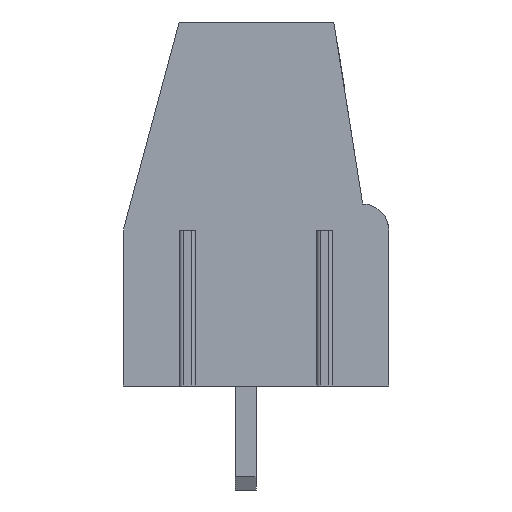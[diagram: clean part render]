
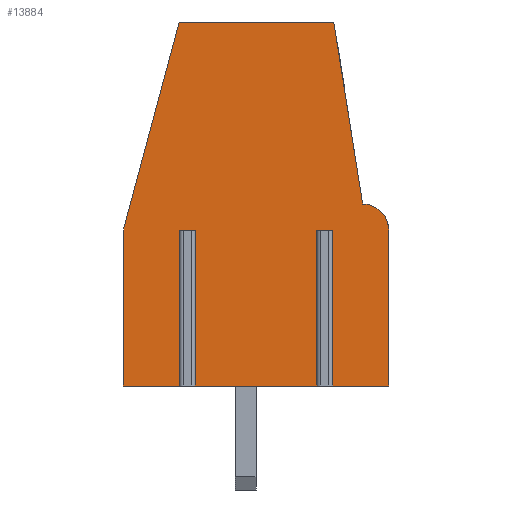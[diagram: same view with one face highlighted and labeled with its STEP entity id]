
A CAD part, left-side view. The second image highlights one B-rep face of the part: STEP entity #13884.
In plain terms, the highlighted planar face has unit normal (-1, 0, 0).
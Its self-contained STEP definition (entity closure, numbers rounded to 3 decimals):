
#95 = VECTOR ( 'NONE', #21276, 1000. ) ;
#249 = EDGE_CURVE ( 'NONE', #14120, #9068, #10047, .T. ) ;
#489 = CARTESIAN_POINT ( 'NONE',  ( -10.3, -5.1, 14. ) ) ;
#574 = EDGE_CURVE ( 'NONE', #16780, #19029, #12264, .T. ) ;
#756 = VERTEX_POINT ( 'NONE', #4980 ) ;
#804 = ORIENTED_EDGE ( 'NONE', *, *, #3741, .T. ) ;
#1026 = ORIENTED_EDGE ( 'NONE', *, *, #13880, .T. ) ;
#1125 = CARTESIAN_POINT ( 'NONE',  ( -10.3, -2.55, 6. ) ) ;
#1513 = EDGE_CURVE ( 'NONE', #9236, #14450, #14035, .T. ) ;
#1709 = EDGE_CURVE ( 'NONE', #14120, #9236, #21251, .T. ) ;
#2008 = CARTESIAN_POINT ( 'NONE',  ( -10.3, 2.75, 6. ) ) ;
#2063 = DIRECTION ( 'NONE',  ( 0., 0., 1. ) ) ;
#2191 = DIRECTION ( 'NONE',  ( 0., -1., 0. ) ) ;
#2354 = LINE ( 'NONE', #489, #7833 ) ;
#2484 = AXIS2_PLACEMENT_3D ( 'NONE', #16485, #5715, #2063 ) ;
#2792 = VERTEX_POINT ( 'NONE', #17807 ) ;
#2822 = EDGE_CURVE ( 'NONE', #19881, #21763, #12165, .T. ) ;
#2830 = CARTESIAN_POINT ( 'NONE',  ( -10.3, 5.1, 6. ) ) ;
#3012 = VECTOR ( 'NONE', #10052, 1000. ) ;
#3059 = DIRECTION ( 'NONE',  ( 0., 0., -1. ) ) ;
#3141 = CARTESIAN_POINT ( 'NONE',  ( -10.3, -2.75, 0. ) ) ;
#3578 = CARTESIAN_POINT ( 'NONE',  ( -10.3, -5.1, 14. ) ) ;
#3741 = EDGE_CURVE ( 'NONE', #756, #21763, #15051, .T. ) ;
#4054 = ORIENTED_EDGE ( 'NONE', *, *, #18579, .F. ) ;
#4501 = DIRECTION ( 'NONE',  ( 0., 0., -1. ) ) ;
#4617 = VECTOR ( 'NONE', #18993, 1000. ) ;
#4980 = CARTESIAN_POINT ( 'NONE',  ( -10.3, -5.1, 6. ) ) ;
#5398 = DIRECTION ( 'NONE',  ( 0., -1., 0. ) ) ;
#5463 = DIRECTION ( 'NONE',  ( 0., -1., 0. ) ) ;
#5550 = CARTESIAN_POINT ( 'NONE',  ( -10.3, -2.55, 0. ) ) ;
#5715 = DIRECTION ( 'NONE',  ( -1., 0., 0. ) ) ;
#6326 = CARTESIAN_POINT ( 'NONE',  ( -10.3, -2.75, 6. ) ) ;
#6360 = LINE ( 'NONE', #21039, #17825 ) ;
#6419 = DIRECTION ( 'NONE',  ( 0., 0., -1. ) ) ;
#6442 = CARTESIAN_POINT ( 'NONE',  ( -10.3, -5.1, 14. ) ) ;
#6714 = VERTEX_POINT ( 'NONE', #14513 ) ;
#6898 = ORIENTED_EDGE ( 'NONE', *, *, #1709, .T. ) ;
#7658 = DIRECTION ( 'NONE',  ( 0., 0., -1. ) ) ;
#7718 = ORIENTED_EDGE ( 'NONE', *, *, #21238, .T. ) ;
#7808 = CARTESIAN_POINT ( 'NONE',  ( -10.3, -2.55, 6. ) ) ;
#7833 = VECTOR ( 'NONE', #7658, 1000. ) ;
#8105 = VERTEX_POINT ( 'NONE', #11085 ) ;
#8181 = CARTESIAN_POINT ( 'NONE',  ( -10.3, 2.55, 0. ) ) ;
#8624 = EDGE_CURVE ( 'NONE', #19244, #16780, #9469, .T. ) ;
#8766 = LINE ( 'NONE', #17642, #15099 ) ;
#8883 = FACE_OUTER_BOUND ( 'NONE', #9791, .T. ) ;
#9068 = VERTEX_POINT ( 'NONE', #16639 ) ;
#9236 = VERTEX_POINT ( 'NONE', #22996 ) ;
#9469 = LINE ( 'NONE', #7808, #18049 ) ;
#9791 = EDGE_LOOP ( 'NONE', ( #18872, #11526, #19231, #13338, #804, #9819, #10132, #4054, #20143, #1026, #18523, #6898, #11075, #7718, #19615 ) ) ;
#9819 = ORIENTED_EDGE ( 'NONE', *, *, #2822, .F. ) ;
#9825 = EDGE_CURVE ( 'NONE', #6714, #19881, #22906, .T. ) ;
#10047 = LINE ( 'NONE', #10162, #22785 ) ;
#10052 = DIRECTION ( 'NONE',  ( 0., -0.259, 0.966 ) ) ;
#10062 = CARTESIAN_POINT ( 'NONE',  ( -10.3, 2.55, 6. ) ) ;
#10132 = ORIENTED_EDGE ( 'NONE', *, *, #9825, .F. ) ;
#10162 = CARTESIAN_POINT ( 'NONE',  ( -10.3, 2.75, 6. ) ) ;
#10224 = CARTESIAN_POINT ( 'NONE',  ( -10.3, -2.75, 6. ) ) ;
#10808 = DIRECTION ( 'NONE',  ( 1., 0., 0. ) ) ;
#11075 = ORIENTED_EDGE ( 'NONE', *, *, #1513, .T. ) ;
#11085 = CARTESIAN_POINT ( 'NONE',  ( -10.3, 5.1, 6. ) ) ;
#11526 = ORIENTED_EDGE ( 'NONE', *, *, #574, .T. ) ;
#11988 = VECTOR ( 'NONE', #2191, 1000. ) ;
#12165 = LINE ( 'NONE', #21713, #13266 ) ;
#12264 = LINE ( 'NONE', #10224, #14842 ) ;
#12380 = CARTESIAN_POINT ( 'NONE',  ( -10.3, 5.1, 14. ) ) ;
#12474 = EDGE_CURVE ( 'NONE', #19029, #2792, #21703, .T. ) ;
#13266 = VECTOR ( 'NONE', #17916, 1000. ) ;
#13328 = DIRECTION ( 'NONE',  ( 0., -1., 0. ) ) ;
#13338 = ORIENTED_EDGE ( 'NONE', *, *, #14226, .F. ) ;
#13375 = CARTESIAN_POINT ( 'NONE',  ( -10.3, -4.1, 7. ) ) ;
#13880 = EDGE_CURVE ( 'NONE', #18739, #9068, #8766, .T. ) ;
#13884 = ADVANCED_FACE ( 'NONE', ( #8883 ), #15984, .F. ) ;
#14035 = LINE ( 'NONE', #10062, #95 ) ;
#14120 = VERTEX_POINT ( 'NONE', #2008 ) ;
#14226 = EDGE_CURVE ( 'NONE', #756, #2792, #2354, .T. ) ;
#14241 = VERTEX_POINT ( 'NONE', #5550 ) ;
#14450 = VERTEX_POINT ( 'NONE', #8181 ) ;
#14513 = CARTESIAN_POINT ( 'NONE',  ( -10.3, 2.956, 14. ) ) ;
#14842 = VECTOR ( 'NONE', #6419, 1000. ) ;
#14922 = CARTESIAN_POINT ( 'NONE',  ( -10.3, -5.1, 0. ) ) ;
#15051 = CIRCLE ( 'NONE', #2484, 1. ) ;
#15099 = VECTOR ( 'NONE', #5463, 1000. ) ;
#15984 = PLANE ( 'NONE',  #17376 ) ;
#16485 = CARTESIAN_POINT ( 'NONE',  ( -10.3, -4.1, 6. ) ) ;
#16639 = CARTESIAN_POINT ( 'NONE',  ( -10.3, 2.75, 0. ) ) ;
#16780 = VERTEX_POINT ( 'NONE', #6326 ) ;
#17014 = CARTESIAN_POINT ( 'NONE',  ( -10.3, 5.1, 0. ) ) ;
#17376 = AXIS2_PLACEMENT_3D ( 'NONE', #3578, #10808, #17999 ) ;
#17570 = VECTOR ( 'NONE', #18715, 1000. ) ;
#17642 = CARTESIAN_POINT ( 'NONE',  ( -10.3, -5.1, 0. ) ) ;
#17807 = CARTESIAN_POINT ( 'NONE',  ( -10.3, -5.1, 0. ) ) ;
#17825 = VECTOR ( 'NONE', #4501, 1000. ) ;
#17916 = DIRECTION ( 'NONE',  ( 0., -0.156, -0.988 ) ) ;
#17999 = DIRECTION ( 'NONE',  ( 0., 0., 1. ) ) ;
#18049 = VECTOR ( 'NONE', #13328, 1000. ) ;
#18163 = LINE ( 'NONE', #22279, #17570 ) ;
#18523 = ORIENTED_EDGE ( 'NONE', *, *, #249, .F. ) ;
#18558 = EDGE_CURVE ( 'NONE', #19244, #14241, #6360, .T. ) ;
#18579 = EDGE_CURVE ( 'NONE', #8105, #6714, #19155, .T. ) ;
#18715 = DIRECTION ( 'NONE',  ( 0., -1., 0. ) ) ;
#18739 = VERTEX_POINT ( 'NONE', #17014 ) ;
#18853 = LINE ( 'NONE', #12380, #20965 ) ;
#18872 = ORIENTED_EDGE ( 'NONE', *, *, #8624, .T. ) ;
#18993 = DIRECTION ( 'NONE',  ( 0., -1., 0. ) ) ;
#19029 = VERTEX_POINT ( 'NONE', #3141 ) ;
#19155 = LINE ( 'NONE', #2830, #3012 ) ;
#19231 = ORIENTED_EDGE ( 'NONE', *, *, #12474, .T. ) ;
#19244 = VERTEX_POINT ( 'NONE', #1125 ) ;
#19615 = ORIENTED_EDGE ( 'NONE', *, *, #18558, .F. ) ;
#19655 = DIRECTION ( 'NONE',  ( 0., 0., -1. ) ) ;
#19881 = VERTEX_POINT ( 'NONE', #22073 ) ;
#20009 = EDGE_CURVE ( 'NONE', #8105, #18739, #18853, .T. ) ;
#20143 = ORIENTED_EDGE ( 'NONE', *, *, #20009, .T. ) ;
#20593 = VECTOR ( 'NONE', #5398, 1000. ) ;
#20965 = VECTOR ( 'NONE', #19655, 1000. ) ;
#21039 = CARTESIAN_POINT ( 'NONE',  ( -10.3, -2.55, 6. ) ) ;
#21238 = EDGE_CURVE ( 'NONE', #14450, #14241, #18163, .T. ) ;
#21251 = LINE ( 'NONE', #21372, #20593 ) ;
#21276 = DIRECTION ( 'NONE',  ( 0., 0., -1. ) ) ;
#21372 = CARTESIAN_POINT ( 'NONE',  ( -10.3, 2.75, 6. ) ) ;
#21703 = LINE ( 'NONE', #14922, #11988 ) ;
#21713 = CARTESIAN_POINT ( 'NONE',  ( -10.3, -2.991, 14. ) ) ;
#21763 = VERTEX_POINT ( 'NONE', #13375 ) ;
#22073 = CARTESIAN_POINT ( 'NONE',  ( -10.3, -2.991, 14. ) ) ;
#22279 = CARTESIAN_POINT ( 'NONE',  ( -10.3, -5.1, 0. ) ) ;
#22785 = VECTOR ( 'NONE', #3059, 1000. ) ;
#22906 = LINE ( 'NONE', #6442, #4617 ) ;
#22996 = CARTESIAN_POINT ( 'NONE',  ( -10.3, 2.55, 6. ) ) ;
